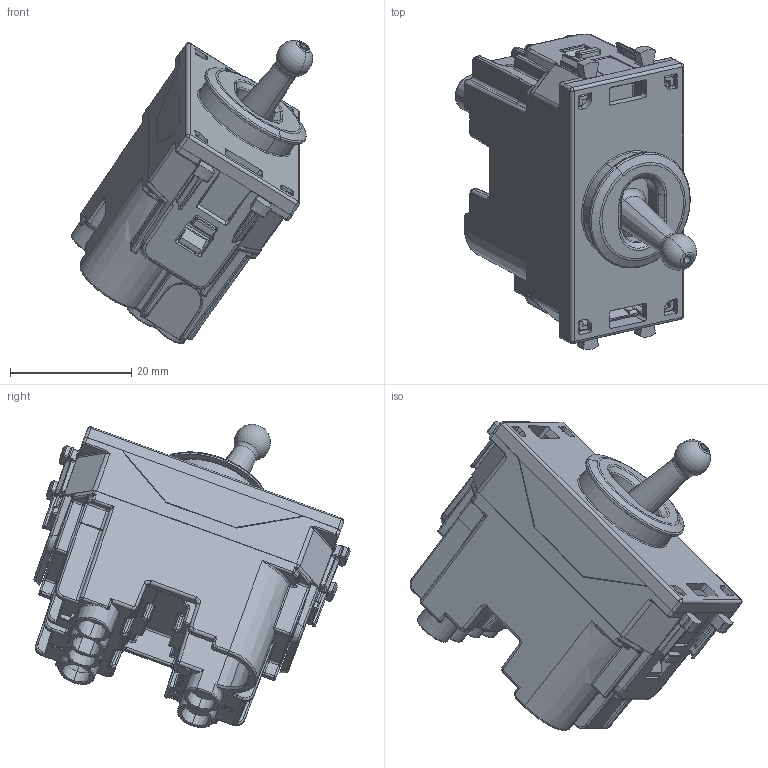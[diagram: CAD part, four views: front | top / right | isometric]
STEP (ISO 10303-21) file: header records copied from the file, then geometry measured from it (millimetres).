
FILE_DESCRIPTION(('CATIA V5 STEP Exchange'),'2;1');
FILE_NAME('444005OT.stp','2024-03-28T07:28:15+00:00',('none'),('none'),'CATIA Version 5-6 Release 2016 SP6','CATIA V5 STEP AP203','none');
FILE_SCHEMA(('CONFIG_CONTROL_DESIGN'));
Products named in the file (1): STEP
Assembly tree (14 placements, depth 2):
  STEP
    #57
    #54987
    #57557
    #59020  x2
    #60933  x2
    #61799
    #64825
    #65697
    #113322
    #120847
    #137161
    #137803
Bounding box: 39.7 x 52.04 x 49.93 mm (x, y, z)
Volume: 14274 mm3; surface area: 23908 mm2
Topology: 17 solids, 17 shells, 3738 faces, 9737 edges, 5823 vertices
Faces by surface type: plane 1383, cylinder 1309, bspline 523, cone 183, sphere 182, torus 134, extrusion 22, revolution 2
Entity records: 139017 total; most frequent: CARTESIAN_POINT 62300, ORIENTED_EDGE 18570, DIRECTION 10997, EDGE_CURVE 9285, VERTEX_POINT 5677, VECTOR 4354, LINE 4332, AXIS2_PLACEMENT_3D 4049
